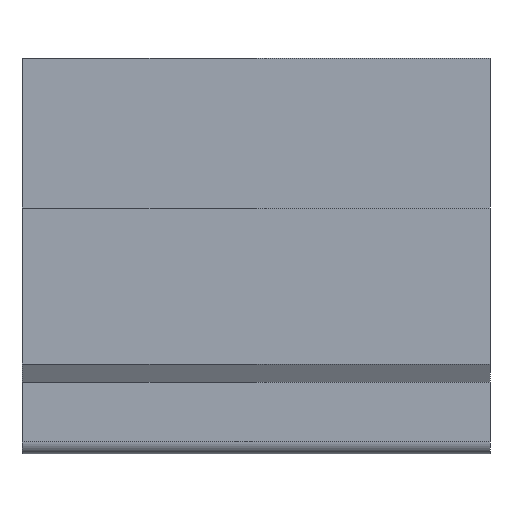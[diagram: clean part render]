
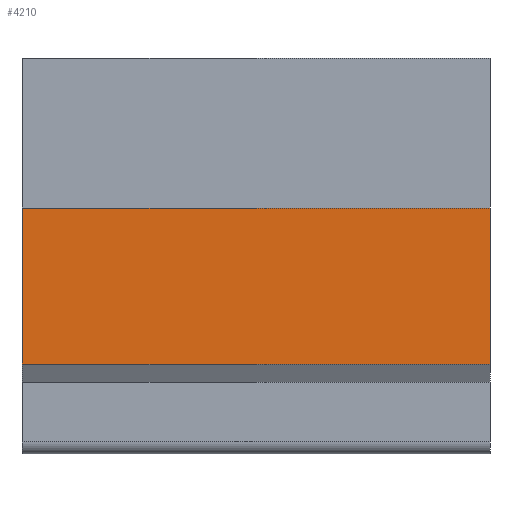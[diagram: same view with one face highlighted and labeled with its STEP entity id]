
A CAD part, front view. The second image highlights one B-rep face of the part: STEP entity #4210.
In plain terms, the highlighted planar face has unit normal (0, -1, 0).
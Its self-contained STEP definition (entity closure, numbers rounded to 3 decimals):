
#6 = DIRECTION ( 'NONE',  ( 0., 0., 1. ) ) ;
#216 = VERTEX_POINT ( 'NONE', #2108 ) ;
#354 = EDGE_CURVE ( 'NONE', #876, #216, #4713, .T. ) ;
#382 = PLANE ( 'NONE',  #1059 ) ;
#677 = DIRECTION ( 'NONE',  ( 0., 0., -1. ) ) ;
#685 = CARTESIAN_POINT ( 'NONE',  ( 39., -20.504, -22. ) ) ;
#776 = LINE ( 'NONE', #1706, #4634 ) ;
#876 = VERTEX_POINT ( 'NONE', #685 ) ;
#904 = VERTEX_POINT ( 'NONE', #2701 ) ;
#1059 = AXIS2_PLACEMENT_3D ( 'NONE', #1829, #2257, #6 ) ;
#1249 = DIRECTION ( 'NONE',  ( -1., 0., 0. ) ) ;
#1476 = LINE ( 'NONE', #2115, #3817 ) ;
#1706 = CARTESIAN_POINT ( 'NONE',  ( 39., -20.504, -22. ) ) ;
#1829 = CARTESIAN_POINT ( 'NONE',  ( 39., -20.504, -22. ) ) ;
#2108 = CARTESIAN_POINT ( 'NONE',  ( 39., -20.504, -48. ) ) ;
#2115 = CARTESIAN_POINT ( 'NONE',  ( 39., -20.504, -48. ) ) ;
#2120 = EDGE_CURVE ( 'NONE', #876, #2693, #776, .T. ) ;
#2170 = CARTESIAN_POINT ( 'NONE',  ( -39., -20.504, -22. ) ) ;
#2243 = EDGE_CURVE ( 'NONE', #216, #904, #1476, .T. ) ;
#2257 = DIRECTION ( 'NONE',  ( 0., 1., 0. ) ) ;
#2648 = EDGE_CURVE ( 'NONE', #2693, #904, #4151, .T. ) ;
#2693 = VERTEX_POINT ( 'NONE', #3261 ) ;
#2701 = CARTESIAN_POINT ( 'NONE',  ( -39., -20.504, -48. ) ) ;
#2780 = VECTOR ( 'NONE', #3631, 1000. ) ;
#2884 = ORIENTED_EDGE ( 'NONE', *, *, #2648, .T. ) ;
#3261 = CARTESIAN_POINT ( 'NONE',  ( -39., -20.504, -22. ) ) ;
#3560 = ORIENTED_EDGE ( 'NONE', *, *, #2243, .F. ) ;
#3631 = DIRECTION ( 'NONE',  ( 0., 0., -1. ) ) ;
#3802 = ORIENTED_EDGE ( 'NONE', *, *, #354, .F. ) ;
#3817 = VECTOR ( 'NONE', #4721, 1000. ) ;
#4151 = LINE ( 'NONE', #2170, #2780 ) ;
#4174 = EDGE_LOOP ( 'NONE', ( #2884, #3560, #3802, #4285 ) ) ;
#4184 = FACE_OUTER_BOUND ( 'NONE', #4174, .T. ) ;
#4210 = ADVANCED_FACE ( 'NONE', ( #4184 ), #382, .F. ) ;
#4285 = ORIENTED_EDGE ( 'NONE', *, *, #2120, .T. ) ;
#4414 = CARTESIAN_POINT ( 'NONE',  ( 39., -20.504, -22. ) ) ;
#4588 = VECTOR ( 'NONE', #677, 1000. ) ;
#4634 = VECTOR ( 'NONE', #1249, 1000. ) ;
#4713 = LINE ( 'NONE', #4414, #4588 ) ;
#4721 = DIRECTION ( 'NONE',  ( -1., 0., 0. ) ) ;
